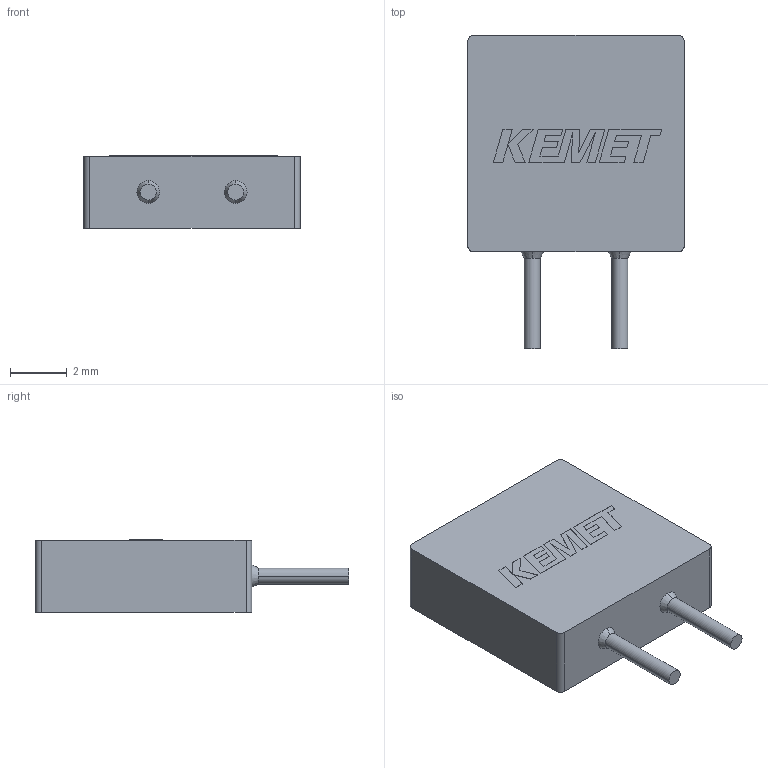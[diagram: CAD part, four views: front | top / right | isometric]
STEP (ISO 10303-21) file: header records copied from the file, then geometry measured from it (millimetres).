
FILE_DESCRIPTION (( 'STEP AP214' ), '1' );
FILE_NAME ('CCR_C3_6_L7.62T2.54S5.842LL3.175F0.559W7.62.STEP', '2024-01-04T21:29:39', ( '' ), ( '' ), 'SwSTEP 2.0', 'SolidWorks 2021', '' );
FILE_SCHEMA (( 'AUTOMOTIVE_DESIGN' ));
Length unit declared in the file: millimetre
Products named in the file (1): CCR_C3_6_L7.62T2.54S5.842LL3.175F0.559W7.62
Bounding box: 7.62 x 11.03 x 2.54 mm (x, y, z)
Volume: 149.2 mm3; surface area: 212.6 mm2
Topology: 4 solids, 4 shells, 77 faces, 201 edges, 134 vertices
Faces by surface type: plane 65, cylinder 8, cone 4
Entity records: 3181 total; most frequent: CARTESIAN_POINT 413, ORIENTED_EDGE 402, DIRECTION 381, EDGE_CURVE 201, VECTOR 177, LINE 177, VERTEX_POINT 134, AXIS2_PLACEMENT_3D 102
